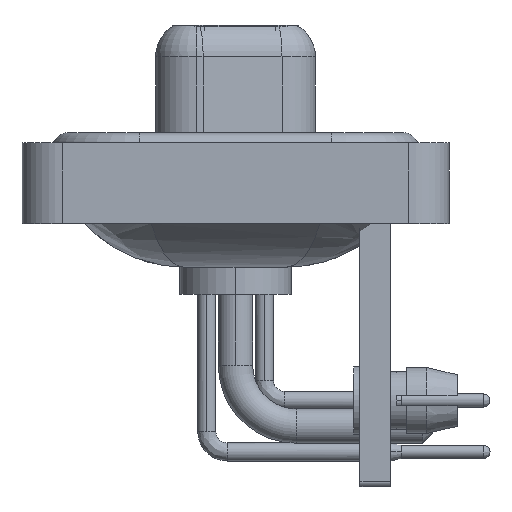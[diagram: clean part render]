
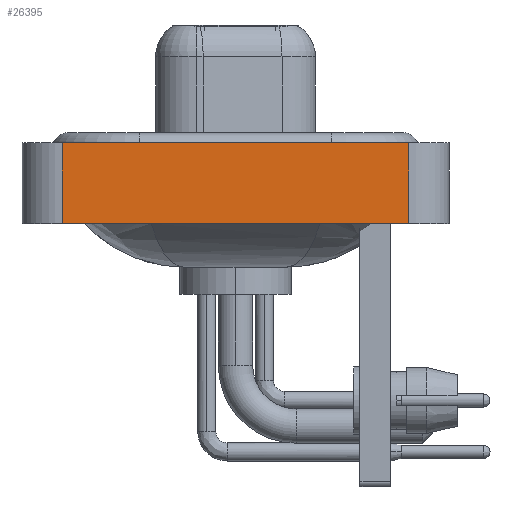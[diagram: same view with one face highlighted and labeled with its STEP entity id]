
A CAD part, left-side view. The second image highlights one B-rep face of the part: STEP entity #26395.
In plain terms, the highlighted planar face has unit normal (-1, 0, 0).
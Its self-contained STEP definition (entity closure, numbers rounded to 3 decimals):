
#954 = VECTOR ( 'NONE', #5954, 1000. ) ;
#963 = CARTESIAN_POINT ( 'NONE',  ( -7.35, -8.55, 0.4 ) ) ;
#2307 = VECTOR ( 'NONE', #26913, 1000. ) ;
#2824 = LINE ( 'NONE', #18475, #19129 ) ;
#3343 = DIRECTION ( 'NONE',  ( -1., 0., 0. ) ) ;
#3891 = LINE ( 'NONE', #7607, #954 ) ;
#4933 = CARTESIAN_POINT ( 'NONE',  ( -7.35, 8.55, -3.6 ) ) ;
#5356 = EDGE_LOOP ( 'NONE', ( #11447, #7253, #8495, #7513 ) ) ;
#5386 = PLANE ( 'NONE',  #25050 ) ;
#5851 = CARTESIAN_POINT ( 'NONE',  ( -7.35, 8.55, -3.6 ) ) ;
#5954 = DIRECTION ( 'NONE',  ( 0., -1., 0. ) ) ;
#7253 = ORIENTED_EDGE ( 'NONE', *, *, #10037, .F. ) ;
#7513 = ORIENTED_EDGE ( 'NONE', *, *, #13910, .T. ) ;
#7607 = CARTESIAN_POINT ( 'NONE',  ( -7.35, -8.55, -3.6 ) ) ;
#8099 = VECTOR ( 'NONE', #24257, 1000. ) ;
#8495 = ORIENTED_EDGE ( 'NONE', *, *, #20897, .F. ) ;
#10037 = EDGE_CURVE ( 'NONE', #18373, #11441, #17830, .T. ) ;
#11441 = VERTEX_POINT ( 'NONE', #963 ) ;
#11447 = ORIENTED_EDGE ( 'NONE', *, *, #14947, .T. ) ;
#13752 = CARTESIAN_POINT ( 'NONE',  ( -7.35, -8.55, -3.6 ) ) ;
#13890 = DIRECTION ( 'NONE',  ( 0., 0., 1. ) ) ;
#13910 = EDGE_CURVE ( 'NONE', #14708, #18324, #3891, .T. ) ;
#14708 = VERTEX_POINT ( 'NONE', #4933 ) ;
#14947 = EDGE_CURVE ( 'NONE', #18324, #11441, #2824, .T. ) ;
#15930 = FACE_OUTER_BOUND ( 'NONE', #5356, .T. ) ;
#17830 = LINE ( 'NONE', #26565, #8099 ) ;
#18324 = VERTEX_POINT ( 'NONE', #19433 ) ;
#18373 = VERTEX_POINT ( 'NONE', #22162 ) ;
#18475 = CARTESIAN_POINT ( 'NONE',  ( -7.35, -8.55, -3.6 ) ) ;
#19129 = VECTOR ( 'NONE', #23066, 1000. ) ;
#19433 = CARTESIAN_POINT ( 'NONE',  ( -7.35, -8.55, -3.6 ) ) ;
#20217 = LINE ( 'NONE', #5851, #2307 ) ;
#20897 = EDGE_CURVE ( 'NONE', #14708, #18373, #20217, .T. ) ;
#22162 = CARTESIAN_POINT ( 'NONE',  ( -7.35, 8.55, 0.4 ) ) ;
#23066 = DIRECTION ( 'NONE',  ( 0., 0., 1. ) ) ;
#24257 = DIRECTION ( 'NONE',  ( 0., -1., 0. ) ) ;
#25050 = AXIS2_PLACEMENT_3D ( 'NONE', #13752, #3343, #13890 ) ;
#26395 = ADVANCED_FACE ( 'NONE', ( #15930 ), #5386, .T. ) ;
#26565 = CARTESIAN_POINT ( 'NONE',  ( -7.35, -8.55, 0.4 ) ) ;
#26913 = DIRECTION ( 'NONE',  ( 0., 0., 1. ) ) ;
